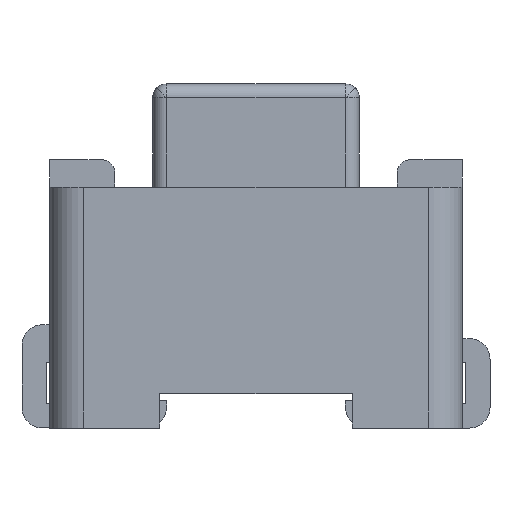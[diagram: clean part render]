
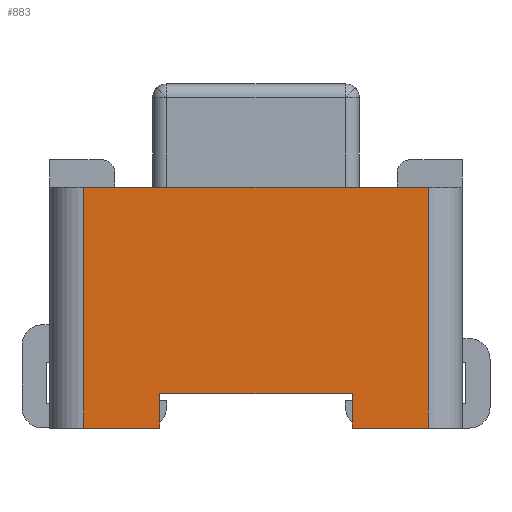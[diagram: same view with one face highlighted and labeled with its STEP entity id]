
A CAD part, front view. The second image highlights one B-rep face of the part: STEP entity #883.
In plain terms, the highlighted planar face has unit normal (0, -1, 0).
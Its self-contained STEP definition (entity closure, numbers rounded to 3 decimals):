
#40 = EDGE_CURVE ( 'NONE', #621, #682, #369, .T. ) ;
#90 = CARTESIAN_POINT ( 'NONE',  ( -1.4, -1.75, -3.5 ) ) ;
#101 = VERTEX_POINT ( 'NONE', #1638 ) ;
#114 = DIRECTION ( 'NONE',  ( 1., 0., 0. ) ) ;
#190 = CARTESIAN_POINT ( 'NONE',  ( -2.5, -1.75, 0. ) ) ;
#233 = CARTESIAN_POINT ( 'NONE',  ( 2.5, -1.75, 0. ) ) ;
#364 = FACE_OUTER_BOUND ( 'NONE', #1350, .T. ) ;
#369 = LINE ( 'NONE', #1197, #2651 ) ;
#391 = CARTESIAN_POINT ( 'NONE',  ( -1.4, -1.75, -3.5 ) ) ;
#512 = CARTESIAN_POINT ( 'NONE',  ( 0., -1.75, 0. ) ) ;
#549 = VERTEX_POINT ( 'NONE', #233 ) ;
#574 = DIRECTION ( 'NONE',  ( 1., 0., 0. ) ) ;
#584 = EDGE_CURVE ( 'NONE', #101, #1989, #1537, .T. ) ;
#585 = DIRECTION ( 'NONE',  ( 0., 0., -1. ) ) ;
#610 = VECTOR ( 'NONE', #585, 1000. ) ;
#621 = VERTEX_POINT ( 'NONE', #90 ) ;
#673 = VERTEX_POINT ( 'NONE', #905 ) ;
#682 = VERTEX_POINT ( 'NONE', #1794 ) ;
#701 = ORIENTED_EDGE ( 'NONE', *, *, #1482, .F. ) ;
#714 = VECTOR ( 'NONE', #2577, 1000. ) ;
#806 = CARTESIAN_POINT ( 'NONE',  ( -2.5, -1.75, 0. ) ) ;
#825 = LINE ( 'NONE', #391, #936 ) ;
#883 = ADVANCED_FACE ( 'NONE', ( #364 ), #2428, .F. ) ;
#905 = CARTESIAN_POINT ( 'NONE',  ( 2.5, -1.75, -3.5 ) ) ;
#933 = CARTESIAN_POINT ( 'NONE',  ( 1.4, -1.75, -3.5 ) ) ;
#936 = VECTOR ( 'NONE', #2543, 1000. ) ;
#1014 = LINE ( 'NONE', #806, #2716 ) ;
#1124 = VECTOR ( 'NONE', #2662, 1000. ) ;
#1142 = EDGE_CURVE ( 'NONE', #621, #2721, #825, .T. ) ;
#1197 = CARTESIAN_POINT ( 'NONE',  ( -1.4, -1.75, -3.5 ) ) ;
#1232 = ORIENTED_EDGE ( 'NONE', *, *, #584, .F. ) ;
#1249 = ORIENTED_EDGE ( 'NONE', *, *, #40, .F. ) ;
#1350 = EDGE_LOOP ( 'NONE', ( #1232, #2625, #2201, #701, #1734, #1249, #1641, #2676 ) ) ;
#1379 = AXIS2_PLACEMENT_3D ( 'NONE', #512, #2654, #114 ) ;
#1476 = EDGE_CURVE ( 'NONE', #673, #549, #2074, .T. ) ;
#1482 = EDGE_CURVE ( 'NONE', #2144, #549, #1014, .T. ) ;
#1505 = CARTESIAN_POINT ( 'NONE',  ( -1.4, -1.75, -3. ) ) ;
#1537 = LINE ( 'NONE', #933, #1124 ) ;
#1638 = CARTESIAN_POINT ( 'NONE',  ( 1.4, -1.75, -3.5 ) ) ;
#1641 = ORIENTED_EDGE ( 'NONE', *, *, #1142, .T. ) ;
#1644 = VECTOR ( 'NONE', #1910, 1000. ) ;
#1709 = DIRECTION ( 'NONE',  ( -1., 0., 0. ) ) ;
#1723 = LINE ( 'NONE', #1505, #714 ) ;
#1734 = ORIENTED_EDGE ( 'NONE', *, *, #1859, .T. ) ;
#1794 = CARTESIAN_POINT ( 'NONE',  ( -2.5, -1.75, -3.5 ) ) ;
#1859 = EDGE_CURVE ( 'NONE', #2144, #682, #2083, .T. ) ;
#1903 = CARTESIAN_POINT ( 'NONE',  ( -1.4, -1.75, -3. ) ) ;
#1910 = DIRECTION ( 'NONE',  ( 0., 0., 1. ) ) ;
#1989 = VERTEX_POINT ( 'NONE', #2142 ) ;
#2074 = LINE ( 'NONE', #2720, #1644 ) ;
#2083 = LINE ( 'NONE', #190, #610 ) ;
#2142 = CARTESIAN_POINT ( 'NONE',  ( 1.4, -1.75, -3. ) ) ;
#2144 = VERTEX_POINT ( 'NONE', #2500 ) ;
#2201 = ORIENTED_EDGE ( 'NONE', *, *, #1476, .T. ) ;
#2251 = DIRECTION ( 'NONE',  ( -1., 0., 0. ) ) ;
#2259 = VECTOR ( 'NONE', #1709, 1000. ) ;
#2355 = LINE ( 'NONE', #2564, #2259 ) ;
#2428 = PLANE ( 'NONE',  #1379 ) ;
#2500 = CARTESIAN_POINT ( 'NONE',  ( -2.5, -1.75, 0. ) ) ;
#2519 = EDGE_CURVE ( 'NONE', #2721, #1989, #1723, .T. ) ;
#2543 = DIRECTION ( 'NONE',  ( 0., 0., 1. ) ) ;
#2555 = EDGE_CURVE ( 'NONE', #673, #101, #2355, .T. ) ;
#2564 = CARTESIAN_POINT ( 'NONE',  ( 2.5, -1.75, -3.5 ) ) ;
#2577 = DIRECTION ( 'NONE',  ( 1., 0., 0. ) ) ;
#2625 = ORIENTED_EDGE ( 'NONE', *, *, #2555, .F. ) ;
#2651 = VECTOR ( 'NONE', #2251, 1000. ) ;
#2654 = DIRECTION ( 'NONE',  ( 0., 1., 0. ) ) ;
#2662 = DIRECTION ( 'NONE',  ( 0., 0., 1. ) ) ;
#2676 = ORIENTED_EDGE ( 'NONE', *, *, #2519, .T. ) ;
#2716 = VECTOR ( 'NONE', #574, 1000. ) ;
#2720 = CARTESIAN_POINT ( 'NONE',  ( 2.5, -1.75, -3.5 ) ) ;
#2721 = VERTEX_POINT ( 'NONE', #1903 ) ;
